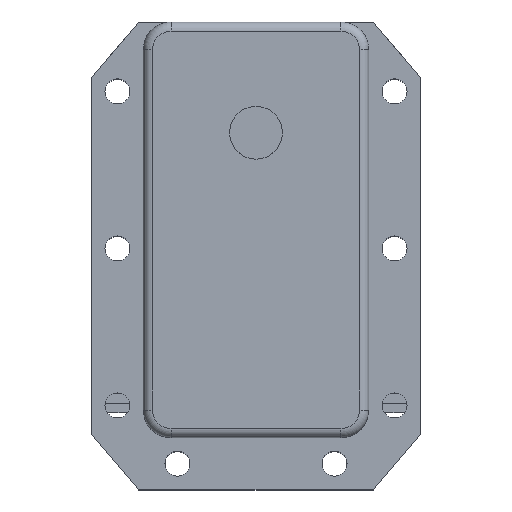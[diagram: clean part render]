
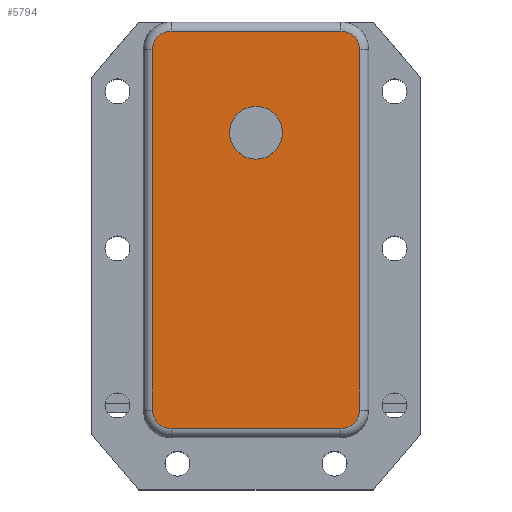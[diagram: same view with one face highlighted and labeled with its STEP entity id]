
A CAD part, top view. The second image highlights one B-rep face of the part: STEP entity #5794.
In plain terms, the highlighted planar face has unit normal (0, 0, 1).
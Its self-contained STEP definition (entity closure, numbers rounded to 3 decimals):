
#116=FACE_BOUND('',#636,.T.);
#293=FACE_OUTER_BOUND('',#635,.T.);
#635=EDGE_LOOP('',(#4720,#4721,#4722,#4723,#4724,#4725,#4726,#4727));
#636=EDGE_LOOP('',(#4728));
#1413=LINE('',#9784,#2118);
#1414=LINE('',#9786,#2119);
#1415=LINE('',#9790,#2120);
#1416=LINE('',#9793,#2121);
#2118=VECTOR('',#7425,10.);
#2119=VECTOR('',#7426,10.);
#2120=VECTOR('',#7429,10.);
#2121=VECTOR('',#7432,10.);
#2293=CIRCLE('',#6186,2.);
#2296=CIRCLE('',#6190,2.);
#2297=CIRCLE('',#6191,2.);
#2298=CIRCLE('',#6192,2.);
#2299=CIRCLE('',#6193,2.85);
#2820=VERTEX_POINT('',#9775);
#2821=VERTEX_POINT('',#9776);
#2822=VERTEX_POINT('',#9781);
#2823=VERTEX_POINT('',#9782);
#2824=VERTEX_POINT('',#9785);
#2825=VERTEX_POINT('',#9787);
#2826=VERTEX_POINT('',#9789);
#2827=VERTEX_POINT('',#9791);
#2828=VERTEX_POINT('',#9794);
#3542=EDGE_CURVE('',#2820,#2821,#2293,.T.);
#3545=EDGE_CURVE('',#2822,#2823,#2296,.T.);
#3546=EDGE_CURVE('',#2823,#2820,#1413,.T.);
#3547=EDGE_CURVE('',#2821,#2824,#1414,.T.);
#3548=EDGE_CURVE('',#2824,#2825,#2297,.T.);
#3549=EDGE_CURVE('',#2825,#2826,#1415,.T.);
#3550=EDGE_CURVE('',#2826,#2827,#2298,.T.);
#3551=EDGE_CURVE('',#2827,#2822,#1416,.T.);
#3552=EDGE_CURVE('',#2828,#2828,#2299,.T.);
#4720=ORIENTED_EDGE('',*,*,#3545,.T.);
#4721=ORIENTED_EDGE('',*,*,#3546,.T.);
#4722=ORIENTED_EDGE('',*,*,#3542,.T.);
#4723=ORIENTED_EDGE('',*,*,#3547,.T.);
#4724=ORIENTED_EDGE('',*,*,#3548,.T.);
#4725=ORIENTED_EDGE('',*,*,#3549,.T.);
#4726=ORIENTED_EDGE('',*,*,#3550,.T.);
#4727=ORIENTED_EDGE('',*,*,#3551,.T.);
#4728=ORIENTED_EDGE('',*,*,#3552,.F.);
#5524=PLANE('',#6189);
#5794=ADVANCED_FACE('',(#293,#116),#5524,.T.);
#6186=AXIS2_PLACEMENT_3D('',#9777,#7415,#7416);
#6189=AXIS2_PLACEMENT_3D('',#9780,#7421,#7422);
#6190=AXIS2_PLACEMENT_3D('',#9783,#7423,#7424);
#6191=AXIS2_PLACEMENT_3D('',#9788,#7427,#7428);
#6192=AXIS2_PLACEMENT_3D('',#9792,#7430,#7431);
#6193=AXIS2_PLACEMENT_3D('',#9795,#7433,#7434);
#7415=DIRECTION('center_axis',(0.,0.,1.));
#7416=DIRECTION('ref_axis',(-1.,0.,0.));
#7421=DIRECTION('center_axis',(0.,0.,1.));
#7422=DIRECTION('ref_axis',(1.,0.,0.));
#7423=DIRECTION('center_axis',(0.,0.,1.));
#7424=DIRECTION('ref_axis',(0.,1.,0.));
#7425=DIRECTION('',(-1.,0.,0.));
#7426=DIRECTION('',(0.,-1.,0.));
#7427=DIRECTION('center_axis',(0.,0.,1.));
#7428=DIRECTION('ref_axis',(0.,-1.,0.));
#7429=DIRECTION('',(1.,0.,0.));
#7430=DIRECTION('center_axis',(0.,0.,1.));
#7431=DIRECTION('ref_axis',(1.,0.,0.));
#7432=DIRECTION('',(0.,1.,0.));
#7433=DIRECTION('center_axis',(0.,0.,
1.));
#7434=DIRECTION('ref_axis',(-1.,0.,0.));
#9775=CARTESIAN_POINT('',(-9.2,11.,17.75));
#9776=CARTESIAN_POINT('',(-11.2,9.,17.75));
#9777=CARTESIAN_POINT('Origin',(-9.2,9.,17.75));
#9780=CARTESIAN_POINT('Origin',(0.,-32.001,17.75));
#9781=CARTESIAN_POINT('',(11.2,9.,17.75));
#9782=CARTESIAN_POINT('',(9.2,11.,17.75));
#9783=CARTESIAN_POINT('Origin',(9.2,9.,17.75));
#9784=CARTESIAN_POINT('',(9.2,11.,17.75));
#9785=CARTESIAN_POINT('',(-11.2,-30.,17.75));
#9786=CARTESIAN_POINT('',(-11.2,9.,17.75));
#9787=CARTESIAN_POINT('',(-9.2,-32.,17.75));
#9788=CARTESIAN_POINT('Origin',(-9.2,-30.,17.75));
#9789=CARTESIAN_POINT('',(9.2,-32.,17.75));
#9790=CARTESIAN_POINT('',(-9.2,-32.,17.75));
#9791=CARTESIAN_POINT('',(11.2,-30.,17.75));
#9792=CARTESIAN_POINT('Origin',(9.2,-30.,17.75));
#9793=CARTESIAN_POINT('',(11.2,-30.,17.75));
#9794=CARTESIAN_POINT('',(2.85,0.,17.75));
#9795=CARTESIAN_POINT('Origin',(0.,0.,
17.75));
